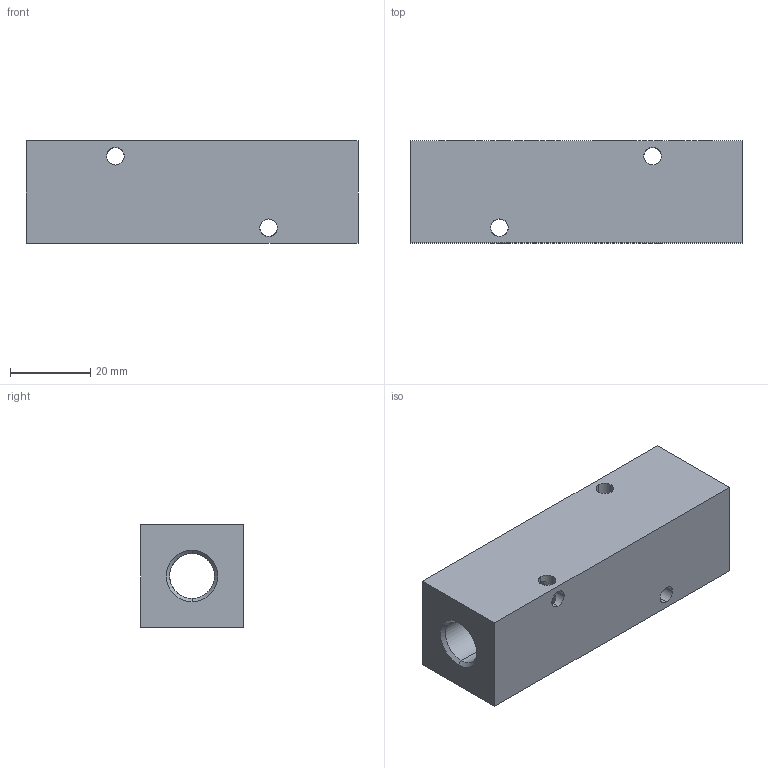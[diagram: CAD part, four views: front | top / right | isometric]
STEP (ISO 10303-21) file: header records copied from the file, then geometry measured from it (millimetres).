
FILE_DESCRIPTION (( 'STEP AP214' ), '1' );
FILE_NAME ('MRP-4CB.step', '2018-10-25T18:30:42', ( '' ), ( '' ), 'SwSTEP 2.0', 'SolidWorks 2018', '' );
FILE_SCHEMA (( 'AUTOMOTIVE_DESIGN' ));
Length unit declared in the file: inch
Products named in the file (1): MRP-4CB
Bounding box: 82.55 x 25.4 x 25.4 mm (x, y, z)
Volume: 41969.6 mm3; surface area: 13786.6 mm2
Topology: 1 solids, 1 shells, 44 faces, 114 edges, 68 vertices
Faces by surface type: cylinder 26, cone 12, plane 6
Entity records: 1698 total; most frequent: CARTESIAN_POINT 579, ORIENTED_EDGE 228, DIRECTION 220, EDGE_CURVE 114, AXIS2_PLACEMENT_3D 85, VERTEX_POINT 68, EDGE_LOOP 62, VECTOR 50
